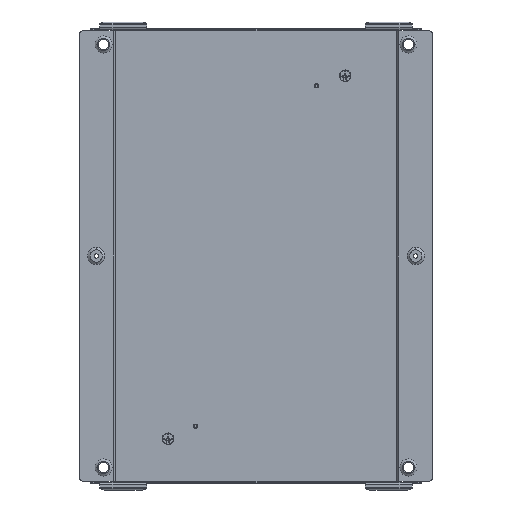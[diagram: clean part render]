
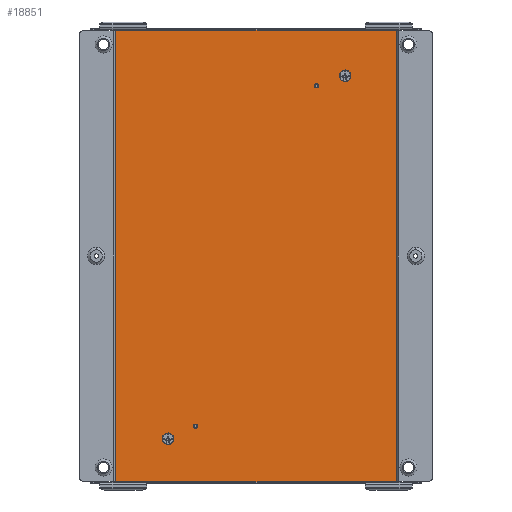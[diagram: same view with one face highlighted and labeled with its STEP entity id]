
A CAD part, front view. The second image highlights one B-rep face of the part: STEP entity #18851.
In plain terms, the highlighted planar face has unit normal (0, -1, 0).
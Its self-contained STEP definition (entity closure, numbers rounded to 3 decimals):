
#1052 = EDGE_CURVE ( 'NONE', #17229, #1294, #13177, .T. ) ;
#1294 = VERTEX_POINT ( 'NONE', #25169 ) ;
#3576 = VECTOR ( 'NONE', #20376, 1000. ) ;
#4466 = LINE ( 'NONE', #28204, #17628 ) ;
#5081 = LINE ( 'NONE', #22940, #3576 ) ;
#7937 = VECTOR ( 'NONE', #22398, 1000. ) ;
#11506 = ORIENTED_EDGE ( 'NONE', *, *, #14706, .F. ) ;
#12120 = VERTEX_POINT ( 'NONE', #25718 ) ;
#13177 = LINE ( 'NONE', #21905, #13716 ) ;
#13210 = ORIENTED_EDGE ( 'NONE', *, *, #1052, .F. ) ;
#13248 = FACE_OUTER_BOUND ( 'NONE', #24201, .T. ) ;
#13668 = LINE ( 'NONE', #24681, #7937 ) ;
#13716 = VECTOR ( 'NONE', #24447, 1000. ) ;
#14706 = EDGE_CURVE ( 'NONE', #12120, #27676, #13668, .T. ) ;
#16064 = ORIENTED_EDGE ( 'NONE', *, *, #27441, .F. ) ;
#17229 = VERTEX_POINT ( 'NONE', #19829 ) ;
#17628 = VECTOR ( 'NONE', #23765, 1000. ) ;
#18752 = CARTESIAN_POINT ( 'NONE',  ( -238.75, -1.5, 384. ) ) ;
#18851 = ADVANCED_FACE ( 'NONE', ( #13248 ), #24384, .T. ) ;
#19149 = EDGE_CURVE ( 'NONE', #27676, #17229, #4466, .T. ) ;
#19829 = CARTESIAN_POINT ( 'NONE',  ( 238.75, -1.5, 384. ) ) ;
#20109 = DIRECTION ( 'NONE',  ( 0., -1., 0. ) ) ;
#20376 = DIRECTION ( 'NONE',  ( -1., 0., 0. ) ) ;
#21905 = CARTESIAN_POINT ( 'NONE',  ( 238.75, -1.5, 387. ) ) ;
#21973 = CARTESIAN_POINT ( 'NONE',  ( 0., -1.5, 0. ) ) ;
#22398 = DIRECTION ( 'NONE',  ( 0., 0., 1. ) ) ;
#22940 = CARTESIAN_POINT ( 'NONE',  ( 238.75, -1.5, -384. ) ) ;
#23765 = DIRECTION ( 'NONE',  ( 1., 0., 0. ) ) ;
#24201 = EDGE_LOOP ( 'NONE', ( #11506, #16064, #13210, #26355 ) ) ;
#24384 = PLANE ( 'NONE',  #24462 ) ;
#24447 = DIRECTION ( 'NONE',  ( 0., 0., -1. ) ) ;
#24462 = AXIS2_PLACEMENT_3D ( 'NONE', #21973, #20109, #26257 ) ;
#24681 = CARTESIAN_POINT ( 'NONE',  ( -238.75, -1.5, -387. ) ) ;
#25169 = CARTESIAN_POINT ( 'NONE',  ( 238.75, -1.5, -384. ) ) ;
#25718 = CARTESIAN_POINT ( 'NONE',  ( -238.75, -1.5, -384. ) ) ;
#26257 = DIRECTION ( 'NONE',  ( 0., 0., -1. ) ) ;
#26355 = ORIENTED_EDGE ( 'NONE', *, *, #19149, .F. ) ;
#27441 = EDGE_CURVE ( 'NONE', #1294, #12120, #5081, .T. ) ;
#27676 = VERTEX_POINT ( 'NONE', #18752 ) ;
#28204 = CARTESIAN_POINT ( 'NONE',  ( -238.75, -1.5, 384. ) ) ;
